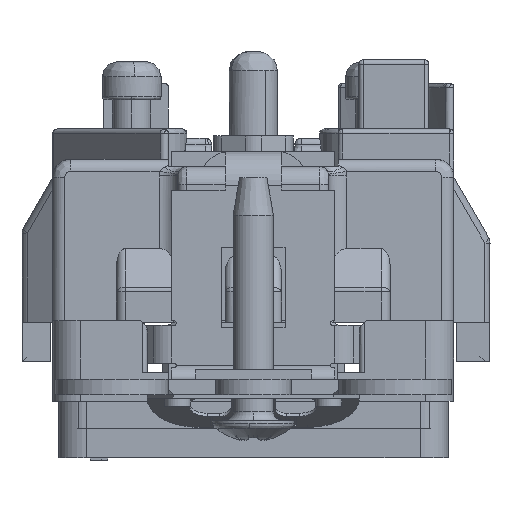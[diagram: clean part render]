
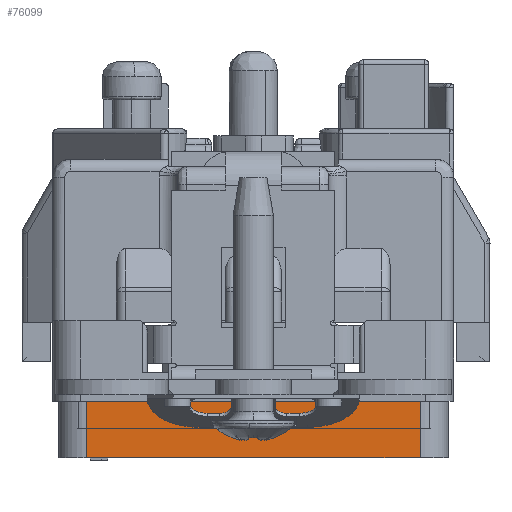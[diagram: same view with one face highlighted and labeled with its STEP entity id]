
A CAD part, front view. The second image highlights one B-rep face of the part: STEP entity #76099.
In plain terms, the highlighted planar face has unit normal (0, -1, 0).
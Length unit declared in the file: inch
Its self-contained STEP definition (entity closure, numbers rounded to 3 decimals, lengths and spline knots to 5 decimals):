
#785 = CARTESIAN_POINT ( 'NONE',  ( 0.552, -1.305, -0.422 ) ) ;
#9811 = LINE ( 'NONE', #47378, #54666 ) ;
#10180 = EDGE_CURVE ( 'NONE', #28004, #19977, #53059, .T. ) ;
#11275 = DIRECTION ( 'NONE',  ( 0., 1., 0. ) ) ;
#12286 = CARTESIAN_POINT ( 'NONE',  ( -0.55212, -1.305, -0.42188 ) ) ;
#12796 = FACE_OUTER_BOUND ( 'NONE', #23461, .T. ) ;
#13495 = DIRECTION ( 'NONE',  ( 1., 0., 0. ) ) ;
#19977 = VERTEX_POINT ( 'NONE', #785 ) ;
#21917 = CARTESIAN_POINT ( 'NONE',  ( -0.552, -1.305, -0.60912 ) ) ;
#23461 = EDGE_LOOP ( 'NONE', ( #44051, #31144, #100562, #81744 ) ) ;
#25348 = EDGE_CURVE ( 'NONE', #58486, #28004, #78000, .T. ) ;
#28004 = VERTEX_POINT ( 'NONE', #93117 ) ;
#31144 = ORIENTED_EDGE ( 'NONE', *, *, #50905, .F. ) ;
#37489 = EDGE_CURVE ( 'NONE', #19977, #53163, #95947, .T. ) ;
#38912 = DIRECTION ( 'NONE',  ( 0., 0., 1. ) ) ;
#42268 = CARTESIAN_POINT ( 'NONE',  ( 0.552, -1.305, -0.609 ) ) ;
#43110 = DIRECTION ( 'NONE',  ( 0., 0., -1. ) ) ;
#44051 = ORIENTED_EDGE ( 'NONE', *, *, #25348, .F. ) ;
#47378 = CARTESIAN_POINT ( 'NONE',  ( 0.64512, -1.305, -0.609 ) ) ;
#49545 = CARTESIAN_POINT ( 'NONE',  ( 0.552, -1.305, -0.42188 ) ) ;
#50905 = EDGE_CURVE ( 'NONE', #53163, #58486, #9811, .T. ) ;
#53059 = LINE ( 'NONE', #100467, #91997 ) ;
#53163 = VERTEX_POINT ( 'NONE', #42268 ) ;
#54666 = VECTOR ( 'NONE', #72606, 39.37008 ) ;
#58486 = VERTEX_POINT ( 'NONE', #58612 ) ;
#58612 = CARTESIAN_POINT ( 'NONE',  ( -0.552, -1.305, -0.609 ) ) ;
#65857 = PLANE ( 'NONE',  #72620 ) ;
#70736 = DIRECTION ( 'NONE',  ( 0., 0., -1. ) ) ;
#71452 = VECTOR ( 'NONE', #38912, 39.37008 ) ;
#72606 = DIRECTION ( 'NONE',  ( -1., 0., 0. ) ) ;
#72620 = AXIS2_PLACEMENT_3D ( 'NONE', #12286, #11275, #43110 ) ;
#76099 = ADVANCED_FACE ( 'NONE', ( #12796 ), #65857, .F. ) ;
#78000 = LINE ( 'NONE', #21917, #71452 ) ;
#81744 = ORIENTED_EDGE ( 'NONE', *, *, #10180, .F. ) ;
#82540 = VECTOR ( 'NONE', #70736, 39.37008 ) ;
#91997 = VECTOR ( 'NONE', #13495, 39.37008 ) ;
#93117 = CARTESIAN_POINT ( 'NONE',  ( -0.552, -1.305, -0.422 ) ) ;
#95947 = LINE ( 'NONE', #49545, #82540 ) ;
#100467 = CARTESIAN_POINT ( 'NONE',  ( -0.55212, -1.305, -0.422 ) ) ;
#100562 = ORIENTED_EDGE ( 'NONE', *, *, #37489, .F. ) ;
